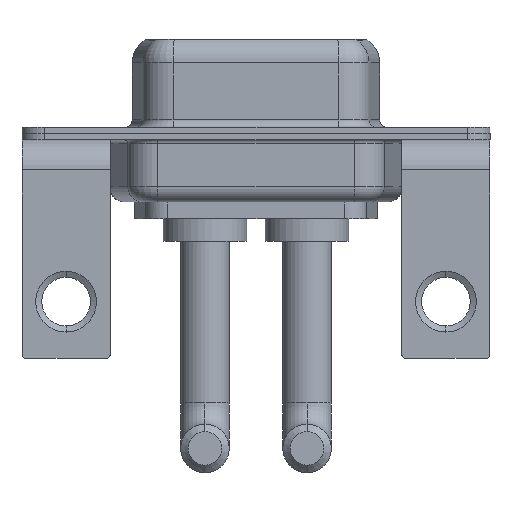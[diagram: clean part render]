
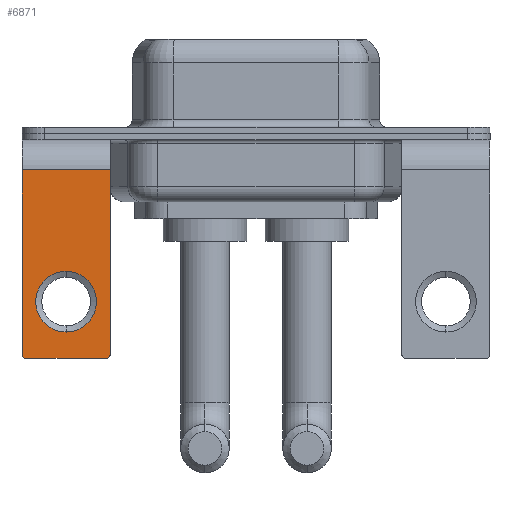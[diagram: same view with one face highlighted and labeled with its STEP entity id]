
A CAD part, front view. The second image highlights one B-rep face of the part: STEP entity #6871.
In plain terms, the highlighted planar face has unit normal (0, -1, 0).
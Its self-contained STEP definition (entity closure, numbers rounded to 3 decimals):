
#229 = VERTEX_POINT ( 'NONE', #3992 ) ;
#265 = VERTEX_POINT ( 'NONE', #12525 ) ;
#624 = EDGE_CURVE ( 'NONE', #265, #9493, #2384, .T. ) ;
#798 = VECTOR ( 'NONE', #12607, 1000. ) ;
#903 = EDGE_CURVE ( 'NONE', #6647, #3842, #938, .T. ) ;
#938 = LINE ( 'NONE', #1851, #2218 ) ;
#1127 = DIRECTION ( 'NONE',  ( 0., 0., -1. ) ) ;
#1486 = CARTESIAN_POINT ( 'NONE',  ( -2.9, -6.25, -2.4 ) ) ;
#1547 = AXIS2_PLACEMENT_3D ( 'NONE', #10998, #2833, #5905 ) ;
#1600 = CARTESIAN_POINT ( 'NONE',  ( 2.9, -6.25, -14.55 ) ) ;
#1650 = VERTEX_POINT ( 'NONE', #9397 ) ;
#1778 = EDGE_CURVE ( 'NONE', #3842, #229, #2730, .T. ) ;
#1790 = PLANE ( 'NONE',  #1547 ) ;
#1851 = CARTESIAN_POINT ( 'NONE',  ( 2.9, -6.25, -2.4 ) ) ;
#2048 = CARTESIAN_POINT ( 'NONE',  ( 2.9, -6.25, -2.4 ) ) ;
#2218 = VECTOR ( 'NONE', #4927, 1000. ) ;
#2257 = ORIENTED_EDGE ( 'NONE', *, *, #4092, .T. ) ;
#2384 = LINE ( 'NONE', #7285, #4079 ) ;
#2451 = CARTESIAN_POINT ( 'NONE',  ( 2.9, -6.25, -2.4 ) ) ;
#2615 = CARTESIAN_POINT ( 'NONE',  ( 0., -6.25, -11.07 ) ) ;
#2643 = AXIS2_PLACEMENT_3D ( 'NONE', #5621, #2678, #12421 ) ;
#2678 = DIRECTION ( 'NONE',  ( 0., -1., 0. ) ) ;
#2730 = LINE ( 'NONE', #11687, #798 ) ;
#2833 = DIRECTION ( 'NONE',  ( 0., 1., 0. ) ) ;
#2917 = CIRCLE ( 'NONE', #10233, 2. ) ;
#2954 = ORIENTED_EDGE ( 'NONE', *, *, #903, .T. ) ;
#3169 = DIRECTION ( 'NONE',  ( 0., 0., 1. ) ) ;
#3287 = LINE ( 'NONE', #2048, #6976 ) ;
#3379 = EDGE_CURVE ( 'NONE', #1650, #6508, #5032, .T. ) ;
#3619 = EDGE_LOOP ( 'NONE', ( #2257, #6350 ) ) ;
#3751 = FACE_BOUND ( 'NONE', #3619, .T. ) ;
#3842 = VERTEX_POINT ( 'NONE', #1486 ) ;
#3992 = CARTESIAN_POINT ( 'NONE',  ( -2.9, -6.25, -14.55 ) ) ;
#4079 = VECTOR ( 'NONE', #8139, 1000. ) ;
#4092 = EDGE_CURVE ( 'NONE', #6508, #1650, #2917, .T. ) ;
#4393 = ORIENTED_EDGE ( 'NONE', *, *, #624, .F. ) ;
#4804 = EDGE_LOOP ( 'NONE', ( #7147, #5477, #4393, #11086, #10272, #2954 ) ) ;
#4927 = DIRECTION ( 'NONE',  ( -1., 0., 0. ) ) ;
#5032 = CIRCLE ( 'NONE', #10220, 2. ) ;
#5477 = ORIENTED_EDGE ( 'NONE', *, *, #9556, .T. ) ;
#5621 = CARTESIAN_POINT ( 'NONE',  ( -2.65, -6.25, -14.55 ) ) ;
#5905 = DIRECTION ( 'NONE',  ( 0., 0., 1. ) ) ;
#6186 = CARTESIAN_POINT ( 'NONE',  ( 0., -6.25, -13.07 ) ) ;
#6350 = ORIENTED_EDGE ( 'NONE', *, *, #3379, .T. ) ;
#6475 = DIRECTION ( 'NONE',  ( 0., 1., 0. ) ) ;
#6508 = VERTEX_POINT ( 'NONE', #6186 ) ;
#6647 = VERTEX_POINT ( 'NONE', #2451 ) ;
#6871 = ADVANCED_FACE ( 'NONE', ( #3751, #9958 ), #1790, .F. ) ;
#6908 = DIRECTION ( 'NONE',  ( 0., 0., 1. ) ) ;
#6976 = VECTOR ( 'NONE', #1127, 1000. ) ;
#7147 = ORIENTED_EDGE ( 'NONE', *, *, #1778, .T. ) ;
#7285 = CARTESIAN_POINT ( 'NONE',  ( 2.9, -6.25, -14.8 ) ) ;
#7402 = CIRCLE ( 'NONE', #8437, 0.25 ) ;
#8138 = CARTESIAN_POINT ( 'NONE',  ( 2.65, -6.25, -14.55 ) ) ;
#8139 = DIRECTION ( 'NONE',  ( -1., 0., 0. ) ) ;
#8279 = CIRCLE ( 'NONE', #2643, 0.25 ) ;
#8437 = AXIS2_PLACEMENT_3D ( 'NONE', #8138, #12121, #3169 ) ;
#8732 = DIRECTION ( 'NONE',  ( 0., 1., 0. ) ) ;
#9145 = VERTEX_POINT ( 'NONE', #1600 ) ;
#9397 = CARTESIAN_POINT ( 'NONE',  ( 0., -6.25, -9.07 ) ) ;
#9493 = VERTEX_POINT ( 'NONE', #10156 ) ;
#9556 = EDGE_CURVE ( 'NONE', #229, #9493, #8279, .T. ) ;
#9958 = FACE_OUTER_BOUND ( 'NONE', #4804, .T. ) ;
#10156 = CARTESIAN_POINT ( 'NONE',  ( -2.65, -6.25, -14.8 ) ) ;
#10220 = AXIS2_PLACEMENT_3D ( 'NONE', #2615, #6475, #10461 ) ;
#10233 = AXIS2_PLACEMENT_3D ( 'NONE', #10764, #8732, #6908 ) ;
#10272 = ORIENTED_EDGE ( 'NONE', *, *, #11723, .F. ) ;
#10461 = DIRECTION ( 'NONE',  ( 0., 0., 1. ) ) ;
#10764 = CARTESIAN_POINT ( 'NONE',  ( 0., -6.25, -11.07 ) ) ;
#10998 = CARTESIAN_POINT ( 'NONE',  ( 2.9, -6.25, -2.4 ) ) ;
#11086 = ORIENTED_EDGE ( 'NONE', *, *, #11355, .T. ) ;
#11355 = EDGE_CURVE ( 'NONE', #265, #9145, #7402, .T. ) ;
#11687 = CARTESIAN_POINT ( 'NONE',  ( -2.9, -6.25, -2.4 ) ) ;
#11723 = EDGE_CURVE ( 'NONE', #6647, #9145, #3287, .T. ) ;
#12121 = DIRECTION ( 'NONE',  ( 0., -1., 0. ) ) ;
#12421 = DIRECTION ( 'NONE',  ( 0., 0., 1. ) ) ;
#12525 = CARTESIAN_POINT ( 'NONE',  ( 2.65, -6.25, -14.8 ) ) ;
#12607 = DIRECTION ( 'NONE',  ( 0., 0., -1. ) ) ;
